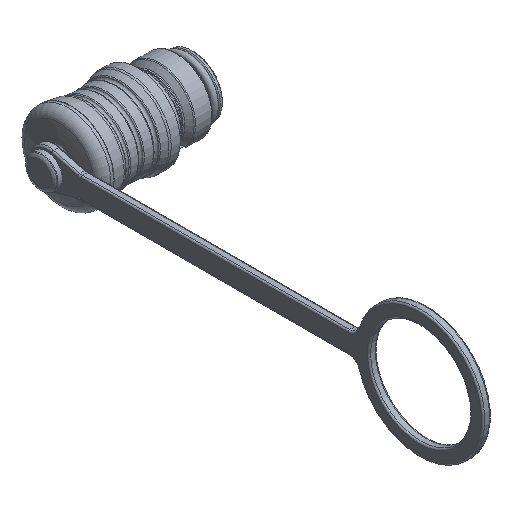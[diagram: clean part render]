
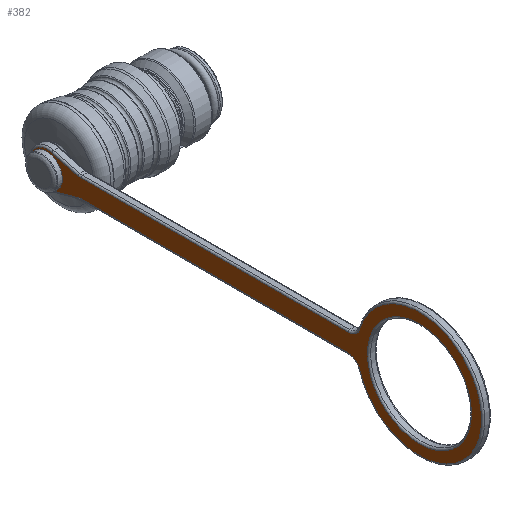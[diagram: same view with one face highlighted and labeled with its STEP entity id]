
A CAD part, isometric view. The second image highlights one B-rep face of the part: STEP entity #382.
In plain terms, the highlighted planar face has unit normal (-1, 0, 0).
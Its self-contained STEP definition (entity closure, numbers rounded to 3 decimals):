
#116=FACE_BOUND('',#552,.T.);
#117=FACE_BOUND('',#553,.T.);
#118=FACE_BOUND('',#554,.T.);
#270=CIRCLE('',#1431,9.8);
#271=CIRCLE('',#1432,2.3);
#272=CIRCLE('',#1433,3.2);
#273=CIRCLE('',#1434,2.3);
#274=CIRCLE('',#1435,2.3);
#275=CIRCLE('',#1436,11.7);
#276=CIRCLE('',#1437,2.3);
#277=CIRCLE('',#1438,2.3);
#382=ADVANCED_FACE('',(#116,#117,#118),#479,.F.);
#479=PLANE('',#1439);
#552=EDGE_LOOP('',(#744));
#553=EDGE_LOOP('',(#745));
#554=EDGE_LOOP('',(#746,#747,#748,#749,#750,#751,#752,#753,#754,#755));
#744=ORIENTED_EDGE('',*,*,#1194,.T.);
#745=ORIENTED_EDGE('',*,*,#1195,.T.);
#746=ORIENTED_EDGE('',*,*,#1196,.T.);
#747=ORIENTED_EDGE('',*,*,#1197,.T.);
#748=ORIENTED_EDGE('',*,*,#1198,.T.);
#749=ORIENTED_EDGE('',*,*,#1199,.T.);
#750=ORIENTED_EDGE('',*,*,#1200,.T.);
#751=ORIENTED_EDGE('',*,*,#1201,.T.);
#752=ORIENTED_EDGE('',*,*,#1202,.T.);
#753=ORIENTED_EDGE('',*,*,#1203,.T.);
#754=ORIENTED_EDGE('',*,*,#1204,.T.);
#755=ORIENTED_EDGE('',*,*,#1205,.T.);
#1060=VERTEX_POINT('',#2156);
#1061=VERTEX_POINT('',#2158);
#1062=VERTEX_POINT('',#2160);
#1063=VERTEX_POINT('',#2161);
#1064=VERTEX_POINT('',#2163);
#1065=VERTEX_POINT('',#2165);
#1066=VERTEX_POINT('',#2167);
#1067=VERTEX_POINT('',#2169);
#1068=VERTEX_POINT('',#2171);
#1069=VERTEX_POINT('',#2173);
#1070=VERTEX_POINT('',#2175);
#1071=VERTEX_POINT('',#2177);
#1194=EDGE_CURVE('',#1060,#1060,#270,.T.);
#1195=EDGE_CURVE('',#1061,#1061,#271,.T.);
#1196=EDGE_CURVE('',#1062,#1063,#272,.T.);
#1197=EDGE_CURVE('',#1063,#1064,#1350,.T.);
#1198=EDGE_CURVE('',#1064,#1065,#273,.T.);
#1199=EDGE_CURVE('',#1065,#1066,#1351,.T.);
#1200=EDGE_CURVE('',#1066,#1067,#274,.T.);
#1201=EDGE_CURVE('',#1067,#1068,#275,.T.);
#1202=EDGE_CURVE('',#1068,#1069,#276,.T.);
#1203=EDGE_CURVE('',#1069,#1070,#1352,.T.);
#1204=EDGE_CURVE('',#1070,#1071,#277,.T.);
#1205=EDGE_CURVE('',#1071,#1062,#1353,.T.);
#1350=LINE('',#2162,#1388);
#1351=LINE('',#2166,#1389);
#1352=LINE('',#2174,#1390);
#1353=LINE('',#2178,#1391);
#1388=VECTOR('',#1694,1.);
#1389=VECTOR('',#1697,1.);
#1390=VECTOR('',#1704,1.);
#1391=VECTOR('',#1707,1.);
#1431=AXIS2_PLACEMENT_3D('',#2155,#1688,#1689);
#1432=AXIS2_PLACEMENT_3D('',#2157,#1690,#1691);
#1433=AXIS2_PLACEMENT_3D('',#2159,#1692,#1693);
#1434=AXIS2_PLACEMENT_3D('',#2164,#1695,#1696);
#1435=AXIS2_PLACEMENT_3D('',#2168,#1698,#1699);
#1436=AXIS2_PLACEMENT_3D('',#2170,#1700,#1701);
#1437=AXIS2_PLACEMENT_3D('',#2172,#1702,#1703);
#1438=AXIS2_PLACEMENT_3D('',#2176,#1705,#1706);
#1439=AXIS2_PLACEMENT_3D('',#2179,#1708,#1709);
#1688=DIRECTION('',(1.,0.,0.));
#1689=DIRECTION('',(0.,0.,-1.));
#1690=DIRECTION('',(1.,0.,0.));
#1691=DIRECTION('',(0.,0.,-1.));
#1692=DIRECTION('',(-1.,0.,0.));
#1693=DIRECTION('',(0.,0.,-1.));
#1694=DIRECTION('',(0.,-0.966,0.259));
#1695=DIRECTION('',(1.,0.,0.));
#1696=DIRECTION('',(0.,0.,-1.));
#1697=DIRECTION('',(0.,-1.,0.));
#1698=DIRECTION('',(1.,0.,0.));
#1699=DIRECTION('',(0.,0.,-1.));
#1700=DIRECTION('',(-1.,0.,0.));
#1701=DIRECTION('',(0.,0.,-1.));
#1702=DIRECTION('',(1.,0.,0.));
#1703=DIRECTION('',(0.,0.,-1.));
#1704=DIRECTION('',(0.,1.,0.));
#1705=DIRECTION('',(1.,0.,0.));
#1706=DIRECTION('',(0.,0.,-1.));
#1707=DIRECTION('',(0.,0.966,0.259));
#1708=DIRECTION('',(1.,0.,0.));
#1709=DIRECTION('',(0.,0.,-1.));
#2155=CARTESIAN_POINT('',(-2.,-70.,0.));
#2156=CARTESIAN_POINT('',(-2.,-70.,-9.8));
#2157=CARTESIAN_POINT('',(-2.,0.,0.));
#2158=CARTESIAN_POINT('',(-2.,0.,-2.3));
#2159=CARTESIAN_POINT('',(-2.,0.,0.));
#2160=CARTESIAN_POINT('',(-2.,-0.828,3.091));
#2161=CARTESIAN_POINT('',(-2.,-0.828,-3.091));
#2162=CARTESIAN_POINT('',(-2.,-7.727,-1.242));
#2163=CARTESIAN_POINT('',(-2.,-5.727,-1.778));
#2164=CARTESIAN_POINT('',(-2.,-6.322,-4.));
#2165=CARTESIAN_POINT('',(-2.,-6.322,-1.7));
#2166=CARTESIAN_POINT('',(-2.,-6.322,-1.7));
#2167=CARTESIAN_POINT('',(-2.,-56.584,-1.7));
#2168=CARTESIAN_POINT('',(-2.,-56.584,-4.));
#2169=CARTESIAN_POINT('',(-2.,-58.788,-3.343));
#2170=CARTESIAN_POINT('',(-2.,-70.,0.));
#2171=CARTESIAN_POINT('',(-2.,-58.788,3.343));
#2172=CARTESIAN_POINT('',(-2.,-56.584,4.));
#2173=CARTESIAN_POINT('',(-2.,-56.584,1.7));
#2174=CARTESIAN_POINT('',(-2.,-6.322,1.7));
#2175=CARTESIAN_POINT('',(-2.,-6.322,1.7));
#2176=CARTESIAN_POINT('',(-2.,-6.322,4.));
#2177=CARTESIAN_POINT('',(-2.,-5.727,1.778));
#2178=CARTESIAN_POINT('',(-2.,-0.828,3.091));
#2179=CARTESIAN_POINT('',(-2.,-6.322,4.));
